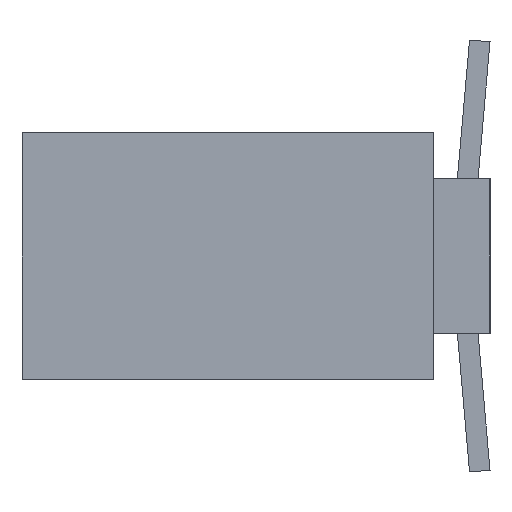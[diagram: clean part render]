
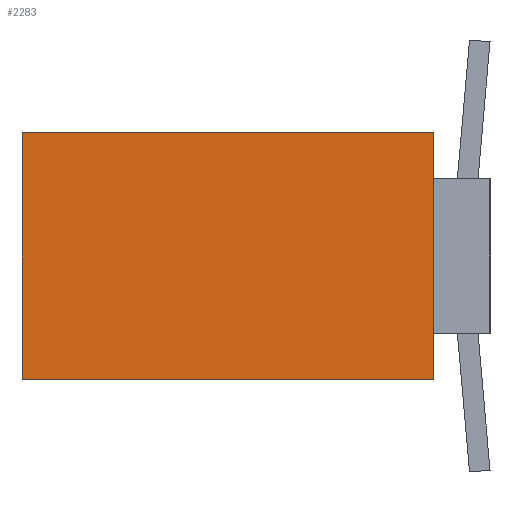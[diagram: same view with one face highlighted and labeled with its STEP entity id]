
A CAD part, left-side view. The second image highlights one B-rep face of the part: STEP entity #2283.
In plain terms, the highlighted planar face has unit normal (-1, 0, 0).
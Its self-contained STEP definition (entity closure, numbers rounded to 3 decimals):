
#18 = EDGE_CURVE ( 'NONE', #2841, #2598, #3012, .T. ) ;
#42 = AXIS2_PLACEMENT_3D ( 'NONE', #4046, #696, #3324 ) ;
#71 = CARTESIAN_POINT ( 'NONE',  ( -10.3, 0.55, 1.2 ) ) ;
#94 = DIRECTION ( 'NONE',  ( 0., -1., 0. ) ) ;
#275 = EDGE_CURVE ( 'NONE', #1500, #2598, #4578, .T. ) ;
#401 = LINE ( 'NONE', #3396, #1901 ) ;
#696 = DIRECTION ( 'NONE',  ( 1., 0., 0. ) ) ;
#805 = ORIENTED_EDGE ( 'NONE', *, *, #18, .T. ) ;
#873 = CARTESIAN_POINT ( 'NONE',  ( -10.3, 29.839, 1.2 ) ) ;
#876 = VECTOR ( 'NONE', #1190, 1000. ) ;
#1190 = DIRECTION ( 'NONE',  ( 0., 0., 1. ) ) ;
#1308 = ORIENTED_EDGE ( 'NONE', *, *, #275, .F. ) ;
#1500 = VERTEX_POINT ( 'NONE', #3648 ) ;
#1557 = CARTESIAN_POINT ( 'NONE',  ( -10.3, 4.55, 1.2 ) ) ;
#1745 = VECTOR ( 'NONE', #94, 1000. ) ;
#1827 = DIRECTION ( 'NONE',  ( 0., 0., 1. ) ) ;
#1880 = DIRECTION ( 'NONE',  ( 0., -1., 0. ) ) ;
#1901 = VECTOR ( 'NONE', #1880, 1000. ) ;
#2179 = CARTESIAN_POINT ( 'NONE',  ( -10.3, 4.55, -1.2 ) ) ;
#2227 = EDGE_CURVE ( 'NONE', #2437, #2841, #401, .T. ) ;
#2256 = LINE ( 'NONE', #1557, #2861 ) ;
#2283 = ADVANCED_FACE ( 'NONE', ( #4519 ), #2573, .F. ) ;
#2437 = VERTEX_POINT ( 'NONE', #2179 ) ;
#2573 = PLANE ( 'NONE',  #42 ) ;
#2598 = VERTEX_POINT ( 'NONE', #3023 ) ;
#2841 = VERTEX_POINT ( 'NONE', #4296 ) ;
#2861 = VECTOR ( 'NONE', #1827, 1000. ) ;
#3012 = LINE ( 'NONE', #71, #876 ) ;
#3023 = CARTESIAN_POINT ( 'NONE',  ( -10.3, 0.55, 1.2 ) ) ;
#3324 = DIRECTION ( 'NONE',  ( 0., 0., -1. ) ) ;
#3396 = CARTESIAN_POINT ( 'NONE',  ( -10.3, 29.839, -1.2 ) ) ;
#3458 = ORIENTED_EDGE ( 'NONE', *, *, #2227, .T. ) ;
#3648 = CARTESIAN_POINT ( 'NONE',  ( -10.3, 4.55, 1.2 ) ) ;
#3803 = EDGE_LOOP ( 'NONE', ( #805, #1308, #4596, #3458 ) ) ;
#4046 = CARTESIAN_POINT ( 'NONE',  ( -10.3, 29.839, 1.2 ) ) ;
#4233 = EDGE_CURVE ( 'NONE', #2437, #1500, #2256, .T. ) ;
#4296 = CARTESIAN_POINT ( 'NONE',  ( -10.3, 0.55, -1.2 ) ) ;
#4519 = FACE_OUTER_BOUND ( 'NONE', #3803, .T. ) ;
#4578 = LINE ( 'NONE', #873, #1745 ) ;
#4596 = ORIENTED_EDGE ( 'NONE', *, *, #4233, .F. ) ;
